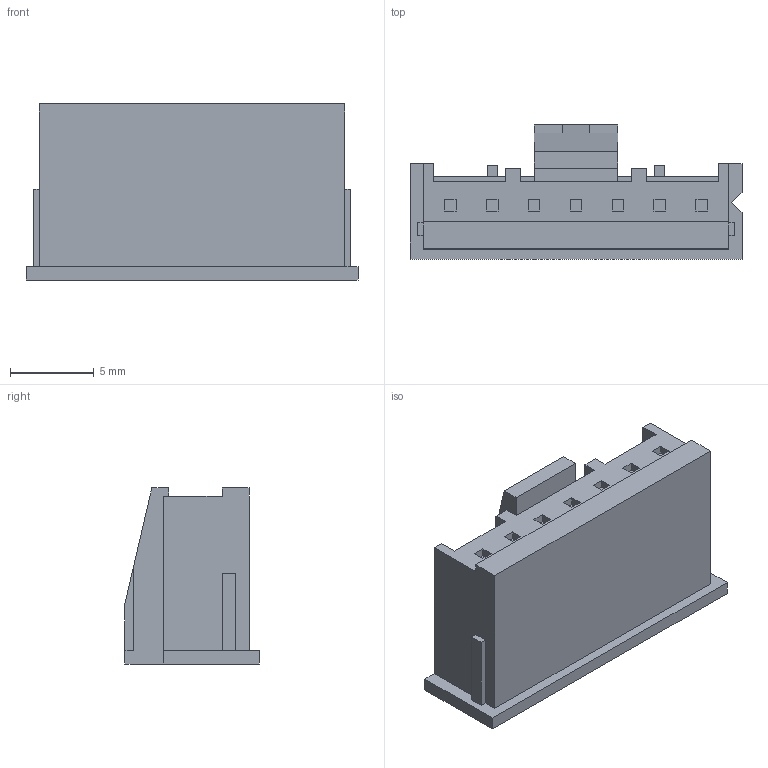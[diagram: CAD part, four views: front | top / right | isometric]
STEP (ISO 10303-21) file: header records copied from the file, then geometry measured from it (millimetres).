
FILE_DESCRIPTION (( 'STEP AP214' ), '1' );
FILE_NAME ('XARP-07V.STEP', '2012-04-09T07:05:19', ( 'root' ), ( 'Hewlett-Packard Company' ), 'SwSTEP 2.0', 'SolidWorks 2009', '' );
FILE_SCHEMA (( 'AUTOMOTIVE_DESIGN' ));
Length unit declared in the file: millimetre
Products named in the file (1): XARP-07V
Bounding box: 19.8 x 8 x 10.5 mm (x, y, z)
Volume: 885.8 mm3; surface area: 941.6 mm2
Topology: 1 solids, 1 shells, 134 faces, 346 edges, 230 vertices
Faces by surface type: plane 134
Entity records: 5502 total; most frequent: CARTESIAN_POINT 711, ORIENTED_EDGE 692, DIRECTION 616, EDGE_CURVE 346, VECTOR 346, LINE 346, VERTEX_POINT 230, EDGE_LOOP 150
